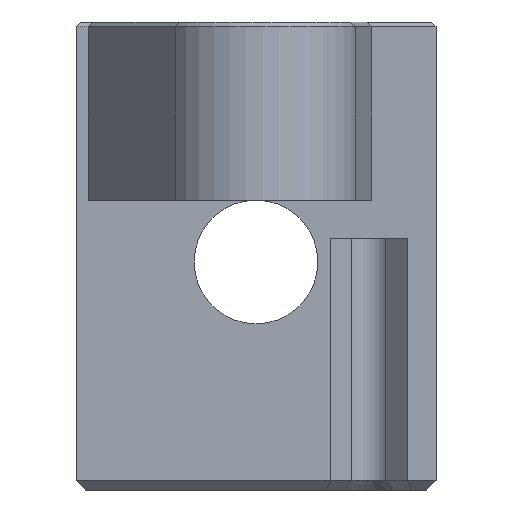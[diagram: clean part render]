
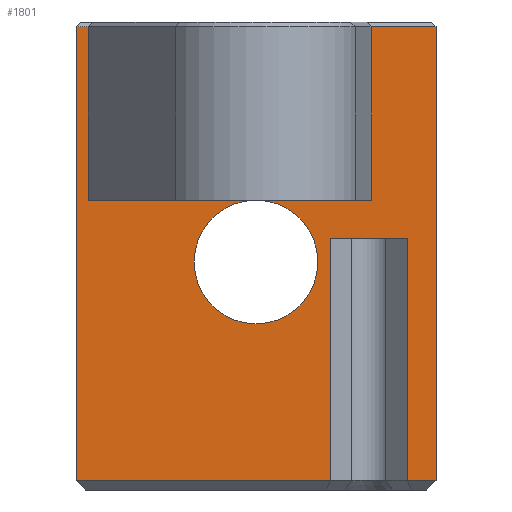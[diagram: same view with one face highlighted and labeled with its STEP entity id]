
A CAD part, front view. The second image highlights one B-rep face of the part: STEP entity #1801.
In plain terms, the highlighted planar face has unit normal (0, -1, 0).
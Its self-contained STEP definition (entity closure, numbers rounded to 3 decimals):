
#63=FACE_OUTER_BOUND('',#169,.T.);
#169=EDGE_LOOP('',(#1203,#1204,#1205,#1206,#1207,#1208,#1209,#1210,#1211,
#1212,#1213,#1214,#1215,#1216,#1217));
#281=CIRCLE('',#1933,2.575);
#282=CIRCLE('',#1934,2.575);
#329=LINE('',#2613,#538);
#333=LINE('',#2622,#542);
#336=LINE('',#2630,#545);
#340=LINE('',#2641,#549);
#342=LINE('',#2647,#551);
#343=LINE('',#2649,#552);
#344=LINE('',#2651,#553);
#345=LINE('',#2653,#554);
#346=LINE('',#2655,#555);
#347=LINE('',#2657,#556);
#348=LINE('',#2659,#557);
#349=LINE('',#2661,#558);
#350=LINE('',#2662,#559);
#538=VECTOR('',#2086,10.);
#542=VECTOR('',#2092,10.);
#545=VECTOR('',#2099,10.);
#549=VECTOR('',#2111,10.);
#551=VECTOR('',#2117,10.);
#552=VECTOR('',#2118,10.);
#553=VECTOR('',#2119,10.);
#554=VECTOR('',#2120,10.);
#555=VECTOR('',#2121,10.);
#556=VECTOR('',#2122,10.);
#557=VECTOR('',#2123,10.);
#558=VECTOR('',#2124,10.);
#559=VECTOR('',#2125,10.);
#747=VERTEX_POINT('',#2611);
#748=VERTEX_POINT('',#2612);
#752=VERTEX_POINT('',#2620);
#755=VERTEX_POINT('',#2628);
#758=VERTEX_POINT('',#2640);
#759=VERTEX_POINT('',#2644);
#760=VERTEX_POINT('',#2646);
#761=VERTEX_POINT('',#2648);
#762=VERTEX_POINT('',#2650);
#763=VERTEX_POINT('',#2652);
#764=VERTEX_POINT('',#2654);
#765=VERTEX_POINT('',#2656);
#766=VERTEX_POINT('',#2658);
#767=VERTEX_POINT('',#2660);
#912=EDGE_CURVE('',#747,#748,#329,.T.);
#917=EDGE_CURVE('',#748,#752,#333,.T.);
#921=EDGE_CURVE('',#752,#755,#336,.T.);
#926=EDGE_CURVE('',#758,#747,#340,.T.);
#928=EDGE_CURVE('',#748,#759,#281,.T.);
#929=EDGE_CURVE('',#760,#755,#342,.T.);
#930=EDGE_CURVE('',#761,#760,#343,.T.);
#931=EDGE_CURVE('',#762,#761,#344,.T.);
#932=EDGE_CURVE('',#762,#763,#345,.T.);
#933=EDGE_CURVE('',#763,#764,#346,.T.);
#934=EDGE_CURVE('',#764,#765,#347,.T.);
#935=EDGE_CURVE('',#766,#765,#348,.T.);
#936=EDGE_CURVE('',#766,#767,#349,.T.);
#937=EDGE_CURVE('',#758,#767,#350,.T.);
#938=EDGE_CURVE('',#759,#748,#282,.T.);
#1203=ORIENTED_EDGE('',*,*,#928,.F.);
#1204=ORIENTED_EDGE('',*,*,#917,.T.);
#1205=ORIENTED_EDGE('',*,*,#921,.T.);
#1206=ORIENTED_EDGE('',*,*,#929,.F.);
#1207=ORIENTED_EDGE('',*,*,#930,.F.);
#1208=ORIENTED_EDGE('',*,*,#931,.F.);
#1209=ORIENTED_EDGE('',*,*,#932,.T.);
#1210=ORIENTED_EDGE('',*,*,#933,.T.);
#1211=ORIENTED_EDGE('',*,*,#934,.T.);
#1212=ORIENTED_EDGE('',*,*,#935,.F.);
#1213=ORIENTED_EDGE('',*,*,#936,.T.);
#1214=ORIENTED_EDGE('',*,*,#937,.F.);
#1215=ORIENTED_EDGE('',*,*,#926,.T.);
#1216=ORIENTED_EDGE('',*,*,#912,.T.);
#1217=ORIENTED_EDGE('',*,*,#938,.F.);
#1720=PLANE('',#1932);
#1801=ADVANCED_FACE('',(#63),#1720,.T.);
#1932=AXIS2_PLACEMENT_3D('',#2643,#2113,#2114);
#1933=AXIS2_PLACEMENT_3D('',#2645,#2115,#2116);
#1934=AXIS2_PLACEMENT_3D('',#2663,#2126,#2127);
#2086=DIRECTION('',(-1.,0.,0.));
#2092=DIRECTION('',(-1.,0.,0.));
#2099=DIRECTION('',(0.,0.,1.));
#2111=DIRECTION('',(0.,0.,-1.));
#2113=DIRECTION('center_axis',(0.,-1.,0.));
#2114=DIRECTION('ref_axis',(1.,0.,0.));
#2115=DIRECTION('center_axis',(0.,-1.,0.));
#2116=DIRECTION('ref_axis',(1.,0.,0.));
#2117=DIRECTION('',(1.,0.,0.));
#2118=DIRECTION('',(0.,0.,1.));
#2119=DIRECTION('',(-1.,0.,0.));
#2120=DIRECTION('',(0.,0.,1.));
#2121=DIRECTION('',(1.,0.,0.));
#2122=DIRECTION('',(0.,0.,-1.));
#2123=DIRECTION('',(-1.,0.,0.));
#2124=DIRECTION('',(0.,0.,1.));
#2125=DIRECTION('',(1.,0.,0.));
#2126=DIRECTION('center_axis',(0.,-1.,0.));
#2127=DIRECTION('ref_axis',(1.,0.,0.));
#2611=CARTESIAN_POINT('',(4.794,-9.,16.575));
#2612=CARTESIAN_POINT('',(0.,-9.,16.575));
#2613=CARTESIAN_POINT('',(1.892,-9.,16.575));
#2620=CARTESIAN_POINT('',(-7.,-9.,16.575));
#2622=CARTESIAN_POINT('',(1.892,-9.,16.575));
#2628=CARTESIAN_POINT('',(-7.,-9.,23.8));
#2630=CARTESIAN_POINT('',(-7.,-9.,16.5));
#2640=CARTESIAN_POINT('',(4.794,-9.,23.8));
#2641=CARTESIAN_POINT('',(4.794,-9.,12.));
#2643=CARTESIAN_POINT('Origin',(-7.5,-9.,0.));
#2644=CARTESIAN_POINT('',(-2.575,-9.,14.));
#2645=CARTESIAN_POINT('Origin',(0.,-9.,14.));
#2646=CARTESIAN_POINT('',(-7.5,-9.,23.8));
#2647=CARTESIAN_POINT('',(-3.75,-9.,23.8));
#2648=CARTESIAN_POINT('',(-7.5,-9.,4.9));
#2649=CARTESIAN_POINT('',(-7.5,-9.,0.));
#2650=CARTESIAN_POINT('',(3.1,-9.,4.9));
#2651=CARTESIAN_POINT('',(0.,-9.,4.9));
#2652=CARTESIAN_POINT('',(3.1,-9.,15.));
#2653=CARTESIAN_POINT('',(3.1,-9.,2.25));
#2654=CARTESIAN_POINT('',(6.3,-9.,15.));
#2655=CARTESIAN_POINT('',(-1.4,-9.,15.));
#2656=CARTESIAN_POINT('',(6.3,-9.,4.9));
#2657=CARTESIAN_POINT('',(6.3,-9.,2.25));
#2658=CARTESIAN_POINT('',(7.5,-9.,4.9));
#2659=CARTESIAN_POINT('',(0.,-9.,4.9));
#2660=CARTESIAN_POINT('',(7.5,-9.,23.8));
#2661=CARTESIAN_POINT('',(7.5,-9.,0.));
#2662=CARTESIAN_POINT('',(-3.75,-9.,23.8));
#2663=CARTESIAN_POINT('Origin',(0.,-9.,14.));
